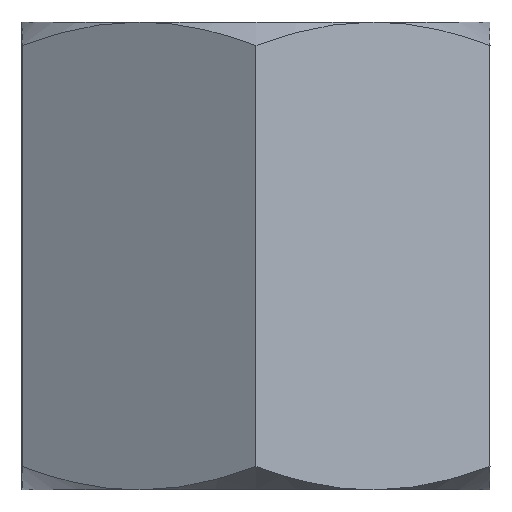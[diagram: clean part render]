
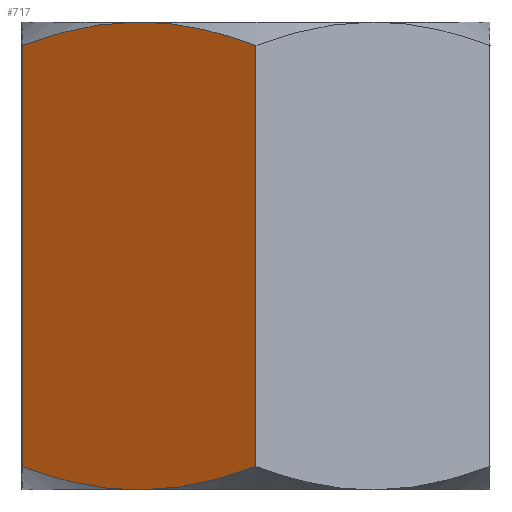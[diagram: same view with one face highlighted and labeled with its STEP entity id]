
A CAD part, left-side view. The second image highlights one B-rep face of the part: STEP entity #717.
In plain terms, the highlighted planar face has unit normal (-0.866, 0.5, 0).
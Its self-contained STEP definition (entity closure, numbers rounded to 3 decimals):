
#662 = VERTEX_POINT('',#663);
#663 = CARTESIAN_POINT('',(-1.443,2.5,4.75
    ));
#699 = VERTEX_POINT('',#700);
#700 = CARTESIAN_POINT('',(-1.443,2.5,0.25
    ));
#707 = EDGE_CURVE('',#662,#699,#708,.T.);
#708 = LINE('',#709,#710);
#709 = CARTESIAN_POINT('',(-1.443,2.5,4.75
    ));
#710 = VECTOR('',#711,1.);
#711 = DIRECTION('',(0.,0.,-1.));
#717 = ADVANCED_FACE('',(#718),#763,.T.);
#718 = FACE_BOUND('',#719,.T.);
#719 = EDGE_LOOP('',(#720,#731,#738,#739,#748,#757));
#720 = ORIENTED_EDGE('',*,*,#721,.T.);
#721 = EDGE_CURVE('',#722,#724,#726,.T.);
#722 = VERTEX_POINT('',#723);
#723 = CARTESIAN_POINT('',(-2.887,0.,
    4.75));
#724 = VERTEX_POINT('',#725);
#725 = CARTESIAN_POINT('',(-2.165,1.25,5.
    ));
#726 = B_SPLINE_CURVE_WITH_KNOTS('',3,(#727,#728,#729,#730),
  .UNSPECIFIED.,.F.,.F.,(4,4),(0.,0.001),
  .PIECEWISE_BEZIER_KNOTS.);
#727 = CARTESIAN_POINT('',(-2.887,0.,
    4.75));
#728 = CARTESIAN_POINT('',(-2.652,0.406,4.902)
  );
#729 = CARTESIAN_POINT('',(-2.413,0.821,5.
    ));
#730 = CARTESIAN_POINT('',(-2.165,1.25,5.
    ));
#731 = ORIENTED_EDGE('',*,*,#732,.T.);
#732 = EDGE_CURVE('',#724,#662,#733,.T.);
#733 = B_SPLINE_CURVE_WITH_KNOTS('',3,(#734,#735,#736,#737),
  .UNSPECIFIED.,.F.,.F.,(4,4),(0.,0.001),
  .PIECEWISE_BEZIER_KNOTS.);
#734 = CARTESIAN_POINT('',(-2.165,1.25,5.
    ));
#735 = CARTESIAN_POINT('',(-1.917,1.679,5.
    ));
#736 = CARTESIAN_POINT('',(-1.678,2.094,4.902
    ));
#737 = CARTESIAN_POINT('',(-1.443,2.5,4.75
    ));
#738 = ORIENTED_EDGE('',*,*,#707,.T.);
#739 = ORIENTED_EDGE('',*,*,#740,.T.);
#740 = EDGE_CURVE('',#699,#741,#743,.T.);
#741 = VERTEX_POINT('',#742);
#742 = CARTESIAN_POINT('',(-2.165,1.25,
    0.));
#743 = B_SPLINE_CURVE_WITH_KNOTS('',3,(#744,#745,#746,#747),
  .UNSPECIFIED.,.F.,.F.,(4,4),(0.,0.001),
  .PIECEWISE_BEZIER_KNOTS.);
#744 = CARTESIAN_POINT('',(-1.443,2.5,0.25
    ));
#745 = CARTESIAN_POINT('',(-1.678,2.094,
    0.098));
#746 = CARTESIAN_POINT('',(-1.917,1.679,
    0.));
#747 = CARTESIAN_POINT('',(-2.165,1.25,
    0.));
#748 = ORIENTED_EDGE('',*,*,#749,.T.);
#749 = EDGE_CURVE('',#741,#750,#752,.T.);
#750 = VERTEX_POINT('',#751);
#751 = CARTESIAN_POINT('',(-2.887,0.,
    0.25));
#752 = B_SPLINE_CURVE_WITH_KNOTS('',3,(#753,#754,#755,#756),
  .UNSPECIFIED.,.F.,.F.,(4,4),(0.,0.001),
  .PIECEWISE_BEZIER_KNOTS.);
#753 = CARTESIAN_POINT('',(-2.165,1.25,
    0.));
#754 = CARTESIAN_POINT('',(-2.413,0.821,
    0.));
#755 = CARTESIAN_POINT('',(-2.652,0.406,
    0.098));
#756 = CARTESIAN_POINT('',(-2.887,0.,
    0.25));
#757 = ORIENTED_EDGE('',*,*,#758,.F.);
#758 = EDGE_CURVE('',#722,#750,#759,.T.);
#759 = LINE('',#760,#761);
#760 = CARTESIAN_POINT('',(-2.887,0.,
    4.75));
#761 = VECTOR('',#762,1.);
#762 = DIRECTION('',(0.,0.,-1.));
#763 = PLANE('',#764);
#764 = AXIS2_PLACEMENT_3D('',#765,#766,#767);
#765 = CARTESIAN_POINT('',(-2.887,0.,
    4.75));
#766 = DIRECTION('',(-0.866,0.5,0.));
#767 = DIRECTION('',(0.5,0.866,0.));
